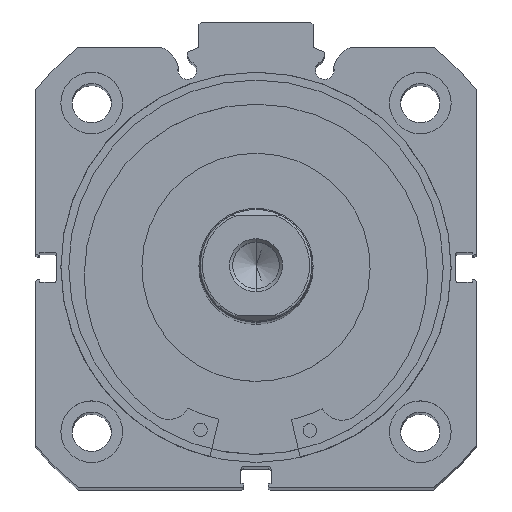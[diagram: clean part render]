
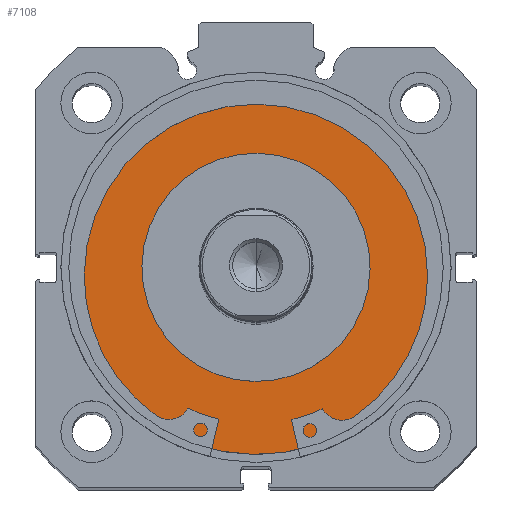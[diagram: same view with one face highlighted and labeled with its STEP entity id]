
A CAD part, top view. The second image highlights one B-rep face of the part: STEP entity #7108.
In plain terms, the highlighted face is planar.
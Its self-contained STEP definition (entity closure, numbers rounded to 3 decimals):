
#906 = ORIENTED_EDGE ( 'NONE', *, *, #2907, .T. ) ;
#907 = ORIENTED_EDGE ( 'NONE', *, *, #2891, .T. ) ;
#933 = ORIENTED_EDGE ( 'NONE', *, *, #2892, .F. ) ;
#948 = ORIENTED_EDGE ( 'NONE', *, *, #2901, .F. ) ;
#1149 = VERTEX_POINT ( 'NONE', #3647 ) ;
#1164 = VERTEX_POINT ( 'NONE', #3662 ) ;
#1192 = VERTEX_POINT ( 'NONE', #3690 ) ;
#1201 = VERTEX_POINT ( 'NONE', #3699 ) ;
#1573 = EDGE_LOOP ( 'NONE', ( #948, #933 ) ) ;
#1579 = EDGE_LOOP ( 'NONE', ( #906, #907 ) ) ;
#2623 = CIRCLE ( 'NONE', #3097, 41. ) ;
#2624 = CIRCLE ( 'NONE', #3098, 25. ) ;
#2891 = EDGE_CURVE ( 'NONE', #1149, #1164, #2623, .T. ) ;
#2892 = EDGE_CURVE ( 'NONE', #1192, #1201, #2624, .T. ) ;
#2901 = EDGE_CURVE ( 'NONE', #1201, #1192, #4813, .T. ) ;
#2907 = EDGE_CURVE ( 'NONE', #1164, #1149, #4822, .T. ) ;
#3097 = AXIS2_PLACEMENT_3D ( 'NONE', #4422, #4423, #4424 ) ;
#3098 = AXIS2_PLACEMENT_3D ( 'NONE', #4425, #4426, #4427 ) ;
#3102 = AXIS2_PLACEMENT_3D ( 'NONE', #4461, #4462, #4463 ) ;
#3104 = AXIS2_PLACEMENT_3D ( 'NONE', #4434, #4448, #4449 ) ;
#3228 = AXIS2_PLACEMENT_3D ( 'NONE', #6134, #6136, #6137 ) ;
#3647 = CARTESIAN_POINT ( 'NONE',  ( 4., 0., -41. ) ) ;
#3662 = CARTESIAN_POINT ( 'NONE',  ( 4., 0., 41. ) ) ;
#3690 = CARTESIAN_POINT ( 'NONE',  ( 4., 0., -25. ) ) ;
#3699 = CARTESIAN_POINT ( 'NONE',  ( 4., 0., 25. ) ) ;
#4422 = CARTESIAN_POINT ( 'NONE',  ( 4., 0., 0. ) ) ;
#4423 = DIRECTION ( 'NONE',  ( -1., 0., 0. ) ) ;
#4424 = DIRECTION ( 'NONE',  ( 0., 0., 1. ) ) ;
#4425 = CARTESIAN_POINT ( 'NONE',  ( 4., 0., 0. ) ) ;
#4426 = DIRECTION ( 'NONE',  ( -1., 0., 0. ) ) ;
#4427 = DIRECTION ( 'NONE',  ( 0., 0., 1. ) ) ;
#4434 = CARTESIAN_POINT ( 'NONE',  ( 4., 0., 0. ) ) ;
#4448 = DIRECTION ( 'NONE',  ( -1., 0., 0. ) ) ;
#4449 = DIRECTION ( 'NONE',  ( 0., 0., 1. ) ) ;
#4461 = CARTESIAN_POINT ( 'NONE',  ( 4., 0., 0. ) ) ;
#4462 = DIRECTION ( 'NONE',  ( -1., 0., 0. ) ) ;
#4463 = DIRECTION ( 'NONE',  ( 0., 0., 1. ) ) ;
#4813 = CIRCLE ( 'NONE', #3104, 25. ) ;
#4822 = CIRCLE ( 'NONE', #3102, 41. ) ;
#5175 = FACE_BOUND ( 'NONE', #1573, .T. ) ;
#5181 = FACE_OUTER_BOUND ( 'NONE', #1579, .T. ) ;
#6134 = CARTESIAN_POINT ( 'NONE',  ( 4., 41., 0. ) ) ;
#6135 = PLANE ( 'NONE',  #3228 ) ;
#6136 = DIRECTION ( 'NONE',  ( 1., 0., 0. ) ) ;
#6137 = DIRECTION ( 'NONE',  ( 0., 0., -1. ) ) ;
#7108 = ADVANCED_FACE ( 'NONE', ( #5175, #5181 ), #6135, .F. ) ;
